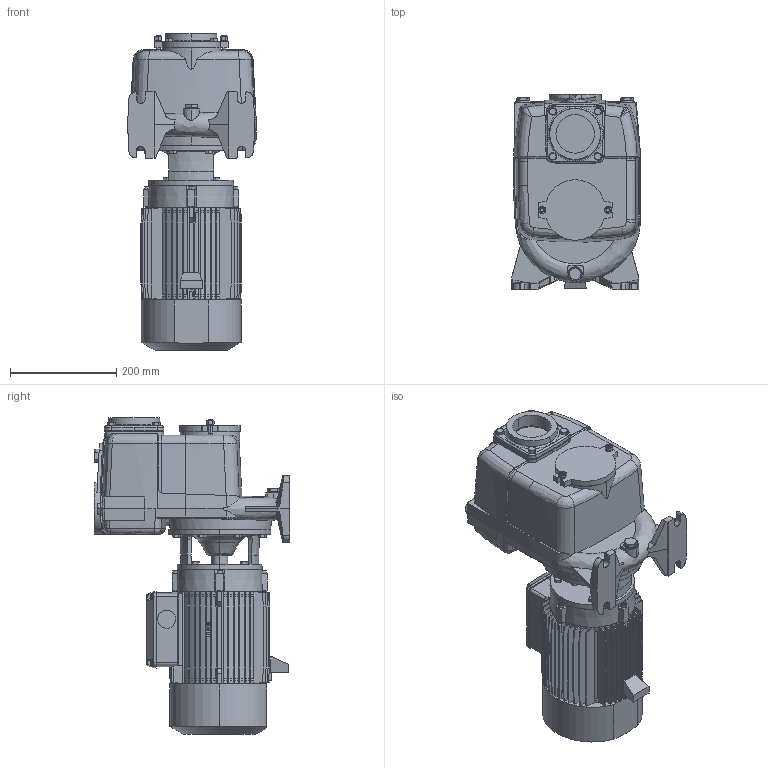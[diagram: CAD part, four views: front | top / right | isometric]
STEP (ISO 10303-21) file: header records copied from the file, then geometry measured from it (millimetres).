
FILE_DESCRIPTION (( 'STEP AP214' ), '1' );
FILE_NAME ('4_93_531_05_REV00.step', '2022-01-26T15:10:14', ( '' ), ( '' ), 'SwSTEP 2.0', 'SolidWorks 2020', '' );
FILE_SCHEMA (( 'AUTOMOTIVE_DESIGN' ));
Length unit declared in the file: millimetre
Products named in the file (2): Copia di 4_93_531_05_REV00^4_93_531_05_REV00; 4_93_531_05_REV00
Assembly tree (1 placements, depth 2):
  4_93_531_05_REV00
    Copia di 4_93_531_05_REV00^4_93_531_05_REV00
Bounding box: 243.01 x 368.34 x 597 mm (x, y, z)
Volume: 19793174.7 mm3; surface area: 1423627.6 mm2
Topology: 37 solids, 37 shells, 3413 faces, 9262 edges, 6046 vertices
Faces by surface type: plane 1393, bspline 1212, cylinder 433, cone 359, sphere 8, torus 8
Entity records: 159399 total; most frequent: CARTESIAN_POINT 80910, ORIENTED_EDGE 18488, DIRECTION 12115, EDGE_CURVE 9244, VERTEX_POINT 6046, LINE 5553, VECTOR 5553, EDGE_LOOP 3616
